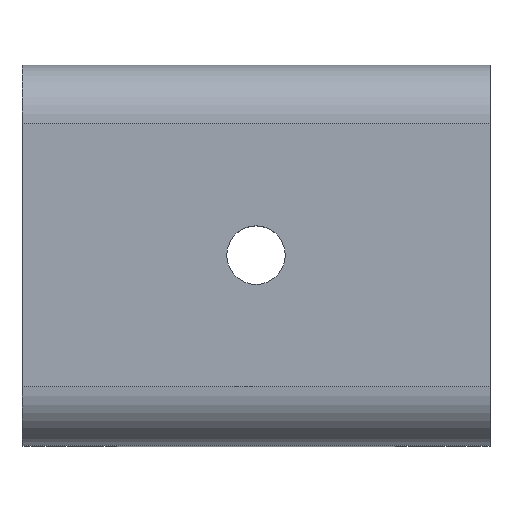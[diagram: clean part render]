
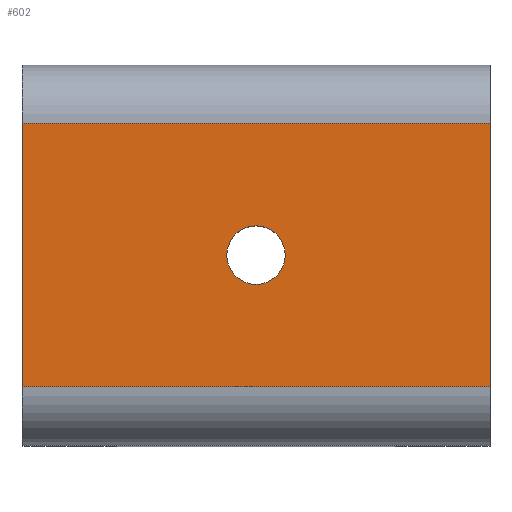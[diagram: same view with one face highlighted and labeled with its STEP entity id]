
A CAD part, top view. The second image highlights one B-rep face of the part: STEP entity #602.
In plain terms, the highlighted planar face has unit normal (0, 0, 1).
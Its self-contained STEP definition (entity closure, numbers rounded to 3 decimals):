
#552=CARTESIAN_POINT('',(-40.0,-27.85,77.5));
#553=DIRECTION('',(0.0,0.0,-1.0));
#554=DIRECTION('',(-1.0,0.0,0.0));
#555=AXIS2_PLACEMENT_3D('',#552,#553,#554);
#556=PLANE('',#555);
#557=CARTESIAN_POINT('',(5.0,5.0,77.5));
#558=VERTEX_POINT('',#557);
#559=CARTESIAN_POINT('',(0.0,5.0,77.5));
#560=DIRECTION('',(0.0,0.0,1.0));
#561=DIRECTION('',(1.0,0.0,-0.0));
#562=AXIS2_PLACEMENT_3D('',#559,#560,#561);
#563=CIRCLE('',#562,5.0);
#564=EDGE_CURVE('',#558,#558,#563,.T.);
#565=ORIENTED_EDGE('',*,*,#564,.F.);
#566=EDGE_LOOP('',(#565));
#567=FACE_BOUND('',#566,.T.);
#568=CARTESIAN_POINT('',(-40.0,-17.5,77.5));
#569=VERTEX_POINT('',#568);
#570=CARTESIAN_POINT('',(-40.0,27.5,77.5));
#571=VERTEX_POINT('',#570);
#572=CARTESIAN_POINT('',(-40.0,-17.5,77.5));
#573=DIRECTION('',(0.0,1.0,0.0));
#574=VECTOR('',#573,45.0);
#575=LINE('',#572,#574);
#576=EDGE_CURVE('',#569,#571,#575,.T.);
#577=ORIENTED_EDGE('',*,*,#576,.F.);
#578=CARTESIAN_POINT('',(40.0,-17.5,77.5));
#579=VERTEX_POINT('',#578);
#580=CARTESIAN_POINT('',(-40.0,-17.5,77.5));
#581=DIRECTION('',(1.0,0.0,-0.0));
#582=VECTOR('',#581,80.0);
#583=LINE('',#580,#582);
#584=EDGE_CURVE('',#569,#579,#583,.T.);
#585=ORIENTED_EDGE('',*,*,#584,.T.);
#586=CARTESIAN_POINT('',(40.0,27.5,77.5));
#587=VERTEX_POINT('',#586);
#588=CARTESIAN_POINT('',(40.0,-17.5,77.5));
#589=DIRECTION('',(0.0,1.0,0.0));
#590=VECTOR('',#589,45.0);
#591=LINE('',#588,#590);
#592=EDGE_CURVE('',#579,#587,#591,.T.);
#593=ORIENTED_EDGE('',*,*,#592,.T.);
#594=CARTESIAN_POINT('',(40.0,27.5,77.5));
#595=DIRECTION('',(-1.0,-0.0,0.0));
#596=VECTOR('',#595,80.0);
#597=LINE('',#594,#596);
#598=EDGE_CURVE('',#587,#571,#597,.T.);
#599=ORIENTED_EDGE('',*,*,#598,.T.);
#600=EDGE_LOOP('',(#577,#585,#593,#599));
#601=FACE_BOUND('',#600,.T.);
#602=ADVANCED_FACE('',(#567,#601),#556,.F.);
